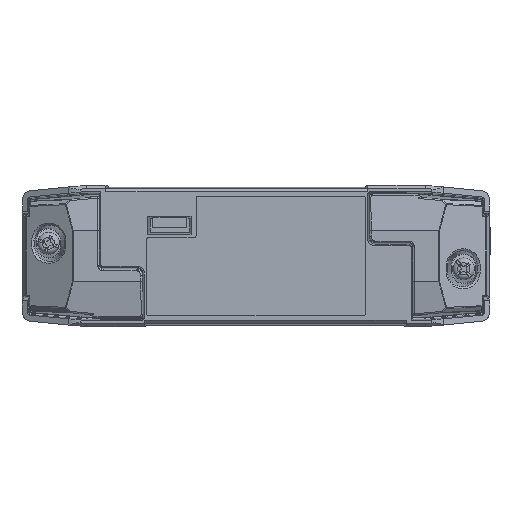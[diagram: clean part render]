
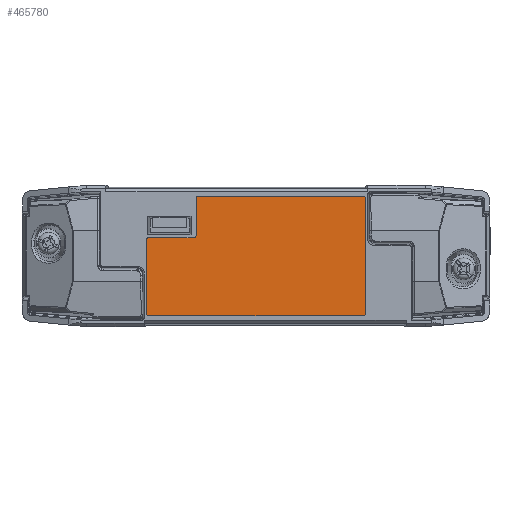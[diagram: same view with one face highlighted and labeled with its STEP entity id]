
A CAD part, top view. The second image highlights one B-rep face of the part: STEP entity #465780.
In plain terms, the highlighted planar face has unit normal (0, 0, 1).
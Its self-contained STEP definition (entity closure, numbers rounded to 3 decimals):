
#461900=CARTESIAN_POINT('',(-18.103,18.75,30.1));
#461910=VERTEX_POINT('',#461900);
#461940=CARTESIAN_POINT('',(-18.103,18.103,30.1));
#461950=DIRECTION('',(0.,0.,1.));
#461960=DIRECTION('',(0.,1.,0.));
#461970=AXIS2_PLACEMENT_3D('',#461940,#461950,#461960);
#461980=CIRCLE('',#461970,0.647);
#461990=CARTESIAN_POINT('',(-18.75,18.103,30.1));
#462000=VERTEX_POINT('',#461990);
#462010=EDGE_CURVE('',#461910,#462000,#461980,.T.);
#462260=CARTESIAN_POINT('',(-18.75,18.103,30.1));
#462270=DIRECTION('',(0.,-1.,0.));
#462280=VECTOR('',#462270,1.);
#462290=LINE('',#462260,#462280);
#462300=CARTESIAN_POINT('',(-18.75,6.397,30.1));
#462310=VERTEX_POINT('',#462300);
#462320=EDGE_CURVE('',#462000,#462310,#462290,.T.);
#462600=CARTESIAN_POINT('',(33.603,18.75,30.1));
#462610=VERTEX_POINT('',#462600);
#462640=CARTESIAN_POINT('',(33.603,18.75,30.1));
#462650=DIRECTION('',(-1.,0.,0.));
#462660=VECTOR('',#462650,1.);
#462670=LINE('',#462640,#462660);
#462680=EDGE_CURVE('',#462610,#461910,#462670,.T.);
#462910=CARTESIAN_POINT('',(34.25,18.103,30.1));
#462920=VERTEX_POINT('',#462910);
#462950=CARTESIAN_POINT('',(33.603,18.103,30.1));
#462960=DIRECTION('',(0.,0.,1.));
#462970=DIRECTION('',(1.,0.,0.));
#462980=AXIS2_PLACEMENT_3D('',#462950,#462960,#462970);
#462990=CIRCLE('',#462980,0.647);
#463000=EDGE_CURVE('',#462920,#462610,#462990,.T.);
#463230=CARTESIAN_POINT('',(34.25,-18.103,30.1));
#463240=VERTEX_POINT('',#463230);
#463270=CARTESIAN_POINT('',(34.25,-18.103,30.1));
#463280=DIRECTION('',(0.,1.,0.));
#463290=VECTOR('',#463280,1.);
#463300=LINE('',#463270,#463290);
#463310=EDGE_CURVE('',#463240,#462920,#463300,.T.);
#463540=CARTESIAN_POINT('',(33.603,-18.75,30.1));
#463550=VERTEX_POINT('',#463540);
#463580=CARTESIAN_POINT('',(33.603,-18.103,30.1));
#463590=DIRECTION('',(0.,0.,1.));
#463600=DIRECTION('',(0.,-1.,0.));
#463610=AXIS2_PLACEMENT_3D('',#463580,#463590,#463600);
#463620=CIRCLE('',#463610,0.647);
#463630=EDGE_CURVE('',#463550,#463240,#463620,.T.);
#463860=CARTESIAN_POINT('',(-33.603,-18.75,30.1));
#463870=VERTEX_POINT('',#463860);
#463900=CARTESIAN_POINT('',(-33.603,-18.75,30.1));
#463910=DIRECTION('',(1.,0.,0.));
#463920=VECTOR('',#463910,1.);
#463930=LINE('',#463900,#463920);
#463940=EDGE_CURVE('',#463870,#463550,#463930,.T.);
#464170=CARTESIAN_POINT('',(-34.25,-18.103,30.1));
#464180=VERTEX_POINT('',#464170);
#464210=CARTESIAN_POINT('',(-33.603,-18.103,30.1));
#464220=DIRECTION('',(0.,0.,1.));
#464230=DIRECTION('',(-1.,0.,0.));
#464240=AXIS2_PLACEMENT_3D('',#464210,#464220,#464230);
#464250=CIRCLE('',#464240,0.647);
#464260=EDGE_CURVE('',#464180,#463870,#464250,.T.);
#464490=CARTESIAN_POINT('',(-34.25,5.103,30.1));
#464500=VERTEX_POINT('',#464490);
#464530=CARTESIAN_POINT('',(-34.25,5.103,30.1));
#464540=DIRECTION('',(0.,-1.,0.));
#464550=VECTOR('',#464540,1.);
#464560=LINE('',#464530,#464550);
#464570=EDGE_CURVE('',#464500,#464180,#464560,.T.);
#464800=CARTESIAN_POINT('',(-33.603,5.75,30.1));
#464810=VERTEX_POINT('',#464800);
#464840=CARTESIAN_POINT('',(-33.603,5.103,30.1));
#464850=DIRECTION('',(0.,0.,1.));
#464860=DIRECTION('',(0.,1.,0.));
#464870=AXIS2_PLACEMENT_3D('',#464840,#464850,#464860);
#464880=CIRCLE('',#464870,0.647);
#464890=EDGE_CURVE('',#464810,#464500,#464880,.T.);
#465120=CARTESIAN_POINT('',(-19.397,5.75,30.1));
#465130=VERTEX_POINT('',#465120);
#465160=CARTESIAN_POINT('',(-19.397,5.75,30.1));
#465170=DIRECTION('',(-1.,0.,0.));
#465180=VECTOR('',#465170,1.);
#465190=LINE('',#465160,#465180);
#465200=EDGE_CURVE('',#465130,#464810,#465190,.T.);
#465400=CARTESIAN_POINT('',(-19.397,6.397,30.1));
#465410=DIRECTION('',(0.,0.,-1.));
#465420=DIRECTION('',(1.,0.,0.));
#465430=AXIS2_PLACEMENT_3D('',#465400,#465410,#465420);
#465440=CIRCLE('',#465430,0.647);
#465450=EDGE_CURVE('',#462310,#465130,#465440,.T.);
#465590=CARTESIAN_POINT('',(-18.103,18.103,30.1));
#465600=DIRECTION('',(0.,0.,-1.));
#465610=DIRECTION('',(0.,-1.,0.));
#465620=AXIS2_PLACEMENT_3D('',#465590,#465600,#465610);
#465630=PLANE('',#465620);
#465640=ORIENTED_EDGE('',*,*,#462680,.T.);
#465650=ORIENTED_EDGE('',*,*,#463000,.T.);
#465660=ORIENTED_EDGE('',*,*,#463310,.T.);
#465670=ORIENTED_EDGE('',*,*,#463630,.T.);
#465680=ORIENTED_EDGE('',*,*,#463940,.T.);
#465690=ORIENTED_EDGE('',*,*,#464260,.T.);
#465700=ORIENTED_EDGE('',*,*,#464570,.T.);
#465710=ORIENTED_EDGE('',*,*,#464890,.T.);
#465720=ORIENTED_EDGE('',*,*,#465200,.T.);
#465730=ORIENTED_EDGE('',*,*,#465450,.T.);
#465740=ORIENTED_EDGE('',*,*,#462320,.T.);
#465750=ORIENTED_EDGE('',*,*,#462010,.T.);
#465760=EDGE_LOOP('',(#465750,#465740,#465730,#465720,#465710,#465700,
#465690,#465680,#465670,#465660,#465650,#465640));
#465770=FACE_OUTER_BOUND('',#465760,.T.);
#465780=ADVANCED_FACE('',(#465770),#465630,.F.);
